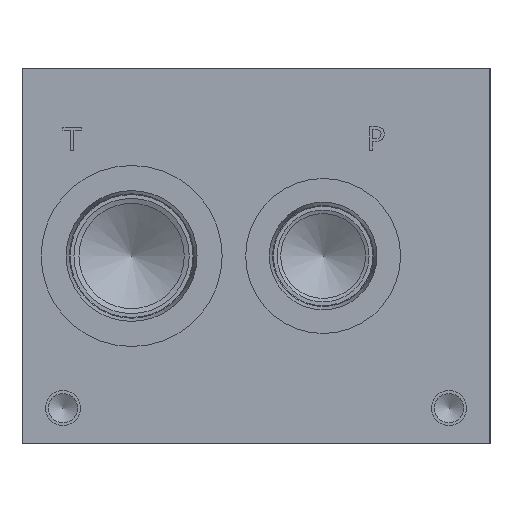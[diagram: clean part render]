
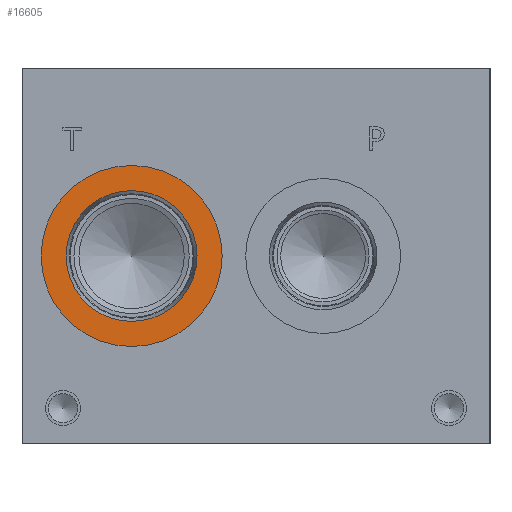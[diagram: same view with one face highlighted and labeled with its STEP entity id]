
A CAD part, left-side view. The second image highlights one B-rep face of the part: STEP entity #16605.
In plain terms, the highlighted planar face has unit normal (-1, 0, 0).
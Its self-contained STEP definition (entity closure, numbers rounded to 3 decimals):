
#354=CIRCLE('',#17413,24.562);
#355=CIRCLE('',#17414,24.562);
#356=CIRCLE('',#17416,17.755);
#357=CIRCLE('',#17417,17.755);
#803=FACE_BOUND('',#3080,.T.);
#2120=FACE_OUTER_BOUND('',#3079,.T.);
#3079=EDGE_LOOP('',(#13781,#13782));
#3080=EDGE_LOOP('',(#13783,#13784));
#7504=VERTEX_POINT('',#28008);
#7505=VERTEX_POINT('',#28010);
#7506=VERTEX_POINT('',#28014);
#7507=VERTEX_POINT('',#28015);
#9704=EDGE_CURVE('',#7504,#7505,#354,.T.);
#9705=EDGE_CURVE('',#7505,#7504,#355,.T.);
#9706=EDGE_CURVE('',#7506,#7507,#356,.T.);
#9707=EDGE_CURVE('',#7507,#7506,#357,.T.);
#13781=ORIENTED_EDGE('',*,*,#9705,.F.);
#13782=ORIENTED_EDGE('',*,*,#9704,.F.);
#13783=ORIENTED_EDGE('',*,*,#9706,.T.);
#13784=ORIENTED_EDGE('',*,*,#9707,.T.);
#15333=PLANE('',#17415);
#16605=ADVANCED_FACE('',(#2120,#803),#15333,.F.);
#17413=AXIS2_PLACEMENT_3D('',#28011,#20422,#20423);
#17414=AXIS2_PLACEMENT_3D('',#28012,#20424,#20425);
#17415=AXIS2_PLACEMENT_3D('',#28013,#20426,#20427);
#17416=AXIS2_PLACEMENT_3D('',#28016,#20428,#20429);
#17417=AXIS2_PLACEMENT_3D('',#28017,#20430,#20431);
#20422=DIRECTION('center_axis',(1.,0.,0.));
#20423=DIRECTION('ref_axis',(0.,0.,-1.));
#20424=DIRECTION('center_axis',(1.,0.,0.));
#20425=DIRECTION('ref_axis',(0.,0.,-1.));
#20426=DIRECTION('center_axis',(1.,0.,0.));
#20427=DIRECTION('ref_axis',(0.,0.,-1.));
#20428=DIRECTION('center_axis',(1.,0.,0.));
#20429=DIRECTION('ref_axis',(0.,0.,-1.));
#20430=DIRECTION('center_axis',(1.,0.,0.));
#20431=DIRECTION('ref_axis',(0.,0.,-1.));
#28008=CARTESIAN_POINT('',(0.787,97.257,26.238));
#28010=CARTESIAN_POINT('',(0.787,97.257,75.362));
#28011=CARTESIAN_POINT('Origin',(0.787,97.257,50.8));
#28012=CARTESIAN_POINT('Origin',(0.787,97.257,50.8));
#28013=CARTESIAN_POINT('Origin',(0.787,97.257,68.555));
#28014=CARTESIAN_POINT('',(0.787,97.257,68.555));
#28015=CARTESIAN_POINT('',(0.787,97.257,33.045));
#28016=CARTESIAN_POINT('Origin',(0.787,97.257,50.8));
#28017=CARTESIAN_POINT('Origin',(0.787,97.257,50.8));
